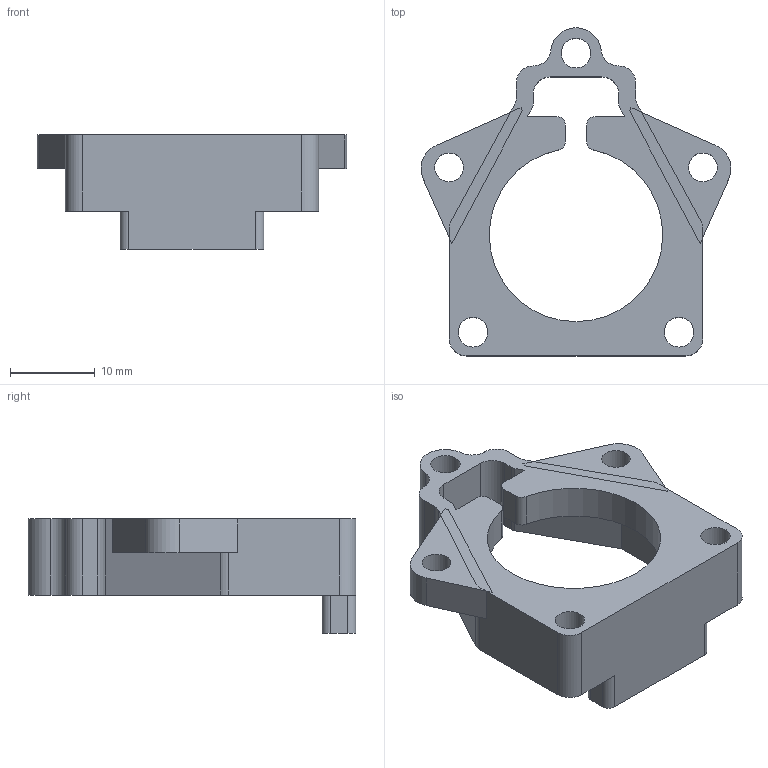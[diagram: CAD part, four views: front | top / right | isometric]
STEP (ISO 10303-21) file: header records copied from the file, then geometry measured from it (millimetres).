
FILE_DESCRIPTION(('FreeCAD Model'),'2;1');
FILE_NAME('UpperHorizontalMount.stp','2015-07-20T14:49:41',('FreeCAD'),('FreeCAD'), 'Open CASCADE STEP processor 6.7','FreeCAD','Unknown');
FILE_SCHEMA(('AUTOMOTIVE_DESIGN_CC2 { 1 2 10303 214 -1 1 5 4 }'));
Length unit declared in the file: millimetre
Products named in the file (1): Fusion001
Bounding box: 36.64 x 38.77 x 13.5 mm (x, y, z)
Volume: 4008.2 mm3; surface area: 3600.6 mm2
Topology: 1 solids, 1 shells, 74 faces, 221 edges, 148 vertices
Faces by surface type: plane 39, cylinder 35
Full cylindrical faces by diameter (mm): 3.4 x2, 3.5 x3
Entity records: 5913 total; most frequent: CARTESIAN_POINT 1238, DIRECTION 713, ORIENTED_EDGE 442, PCURVE 442, DEFINITIONAL_REPRESENTATION 442, LINE 381, VECTOR 381, EDGE_CURVE 221
